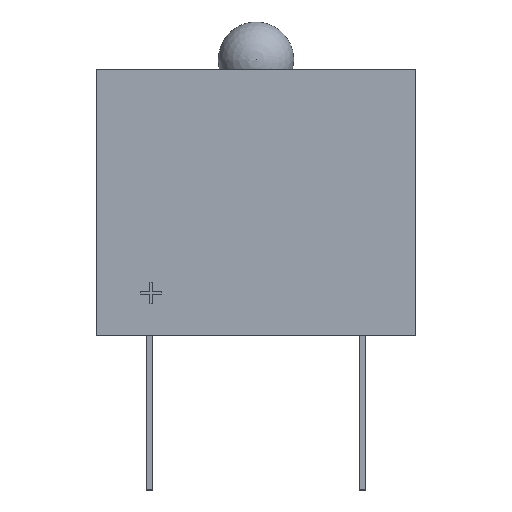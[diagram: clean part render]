
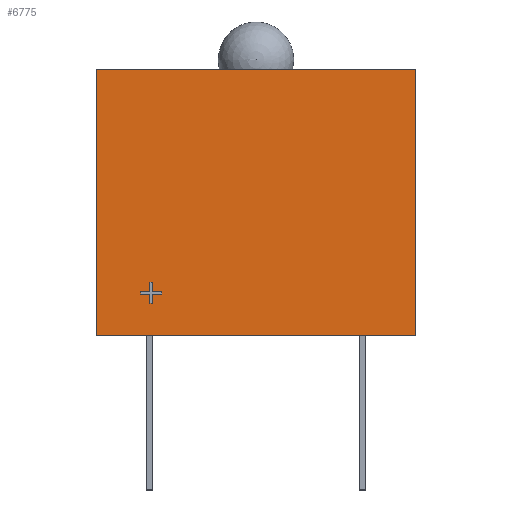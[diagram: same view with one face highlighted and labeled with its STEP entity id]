
A CAD part, top view. The second image highlights one B-rep face of the part: STEP entity #6775.
In plain terms, the highlighted planar face has unit normal (0, 0, 1).
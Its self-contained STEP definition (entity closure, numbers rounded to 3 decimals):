
#1343 = FACE_OUTER_BOUND ( 'NONE', #10521, .T. ) ;
#2809 = LINE ( 'NONE', #2810, #7456 ) ;
#2810 = CARTESIAN_POINT ( 'NONE',  ( -0.385, 3.175, 1.22 ) ) ;
#2811 = DIRECTION ( 'NONE',  ( 1., 0., 0. ) ) ;
#2821 = LINE ( 'NONE', #2822, #7459 ) ;
#2822 = CARTESIAN_POINT ( 'NONE',  ( 3.81, -11.715, 1.22 ) ) ;
#2823 = DIRECTION ( 'NONE',  ( 0., -1., 0. ) ) ;
#2827 = LINE ( 'NONE', #2828, #7461 ) ;
#2828 = CARTESIAN_POINT ( 'NONE',  ( -3.81, -11.715, 1.22 ) ) ;
#2829 = DIRECTION ( 'NONE',  ( 0., -1., 0. ) ) ;
#2830 = LINE ( 'NONE', #2831, #7462 ) ;
#2831 = CARTESIAN_POINT ( 'NONE',  ( -2.535, -2.117, 1.22 ) ) ;
#2832 = DIRECTION ( 'NONE',  ( 0., 1., 0. ) ) ;
#2985 = CARTESIAN_POINT ( 'NONE',  ( 3.81, -3.175, 1.22 ) ) ;
#2986 = CARTESIAN_POINT ( 'NONE',  ( -3.81, -3.175, 1.22 ) ) ;
#3069 = CARTESIAN_POINT ( 'NONE',  ( -3.81, 3.175, 1.22 ) ) ;
#3070 = CARTESIAN_POINT ( 'NONE',  ( 3.81, 3.175, 1.22 ) ) ;
#3071 = CARTESIAN_POINT ( 'NONE',  ( -2.756, -2.117, 1.22 ) ) ;
#3072 = CARTESIAN_POINT ( 'NONE',  ( -2.535, -2.117, 1.22 ) ) ;
#3073 = CARTESIAN_POINT ( 'NONE',  ( -2.535, -1.895, 1.22 ) ) ;
#3074 = CARTESIAN_POINT ( 'NONE',  ( -2.467, -1.895, 1.22 ) ) ;
#3075 = CARTESIAN_POINT ( 'NONE',  ( -2.467, -2.117, 1.22 ) ) ;
#3076 = CARTESIAN_POINT ( 'NONE',  ( -2.246, -2.117, 1.22 ) ) ;
#3077 = CARTESIAN_POINT ( 'NONE',  ( -2.246, -2.184, 1.22 ) ) ;
#3078 = CARTESIAN_POINT ( 'NONE',  ( -2.467, -2.184, 1.22 ) ) ;
#3079 = CARTESIAN_POINT ( 'NONE',  ( -2.467, -2.405, 1.22 ) ) ;
#3080 = CARTESIAN_POINT ( 'NONE',  ( -2.535, -2.405, 1.22 ) ) ;
#3081 = CARTESIAN_POINT ( 'NONE',  ( -2.535, -2.184, 1.22 ) ) ;
#3082 = CARTESIAN_POINT ( 'NONE',  ( -2.756, -2.184, 1.22 ) ) ;
#3106 = LINE ( 'NONE', #3107, #7463 ) ;
#3107 = CARTESIAN_POINT ( 'NONE',  ( -2.756, -2.117, 1.22 ) ) ;
#3108 = DIRECTION ( 'NONE',  ( 1., 0., 0. ) ) ;
#3110 = LINE ( 'NONE', #3111, #7464 ) ;
#3111 = CARTESIAN_POINT ( 'NONE',  ( -2.535, -1.895, 1.22 ) ) ;
#3112 = DIRECTION ( 'NONE',  ( 1., 0., 0. ) ) ;
#3113 = LINE ( 'NONE', #3114, #7465 ) ;
#3114 = CARTESIAN_POINT ( 'NONE',  ( -2.467, -1.895, 1.22 ) ) ;
#3115 = DIRECTION ( 'NONE',  ( 0., -1., 0. ) ) ;
#3116 = LINE ( 'NONE', #3117, #7466 ) ;
#3117 = CARTESIAN_POINT ( 'NONE',  ( -2.467, -2.117, 1.22 ) ) ;
#3118 = DIRECTION ( 'NONE',  ( 1., 0., 0. ) ) ;
#3119 = LINE ( 'NONE', #3120, #7467 ) ;
#3120 = CARTESIAN_POINT ( 'NONE',  ( -2.246, -2.117, 1.22 ) ) ;
#3121 = DIRECTION ( 'NONE',  ( 0., -1., 0. ) ) ;
#3122 = LINE ( 'NONE', #3123, #7468 ) ;
#3123 = CARTESIAN_POINT ( 'NONE',  ( -2.246, -2.184, 1.22 ) ) ;
#3124 = DIRECTION ( 'NONE',  ( -1., 0., 0. ) ) ;
#3125 = LINE ( 'NONE', #3126, #7469 ) ;
#3126 = CARTESIAN_POINT ( 'NONE',  ( -2.467, -2.184, 1.22 ) ) ;
#3127 = DIRECTION ( 'NONE',  ( 0., -1., 0. ) ) ;
#3128 = LINE ( 'NONE', #3129, #7470 ) ;
#3129 = CARTESIAN_POINT ( 'NONE',  ( -2.467, -2.405, 1.22 ) ) ;
#3130 = DIRECTION ( 'NONE',  ( -1., 0., 0. ) ) ;
#3131 = LINE ( 'NONE', #3132, #7471 ) ;
#3132 = CARTESIAN_POINT ( 'NONE',  ( -2.535, -2.405, 1.22 ) ) ;
#3133 = DIRECTION ( 'NONE',  ( 0., 1., 0. ) ) ;
#3134 = LINE ( 'NONE', #3135, #7472 ) ;
#3135 = CARTESIAN_POINT ( 'NONE',  ( -2.535, -2.184, 1.22 ) ) ;
#3136 = DIRECTION ( 'NONE',  ( -1., 0., 0. ) ) ;
#3137 = LINE ( 'NONE', #3138, #7473 ) ;
#3138 = CARTESIAN_POINT ( 'NONE',  ( -2.756, -2.184, 1.22 ) ) ;
#3139 = DIRECTION ( 'NONE',  ( 0., 1., 0. ) ) ;
#3423 = AXIS2_PLACEMENT_3D ( 'NONE', #11215, #11216, #11217 ) ;
#5490 = LINE ( 'NONE', #5491, #11513 ) ;
#5491 = CARTESIAN_POINT ( 'NONE',  ( -0.385, -3.175, 1.22 ) ) ;
#5492 = DIRECTION ( 'NONE',  ( 1., 0., 0. ) ) ;
#6775 = ADVANCED_FACE ( 'NONE', ( #8859, #1343 ), #11214, .T. ) ;
#7189 = EDGE_CURVE ( 'NONE', #8569, #8570, #2809, .T. ) ;
#7193 = EDGE_CURVE ( 'NONE', #8570, #8485, #2821, .T. ) ;
#7195 = EDGE_CURVE ( 'NONE', #8569, #8486, #2827, .T. ) ;
#7196 = EDGE_CURVE ( 'NONE', #8572, #8573, #2830, .T. ) ;
#7456 = VECTOR ( 'NONE', #2811, 1000. ) ;
#7459 = VECTOR ( 'NONE', #2823, 1000. ) ;
#7461 = VECTOR ( 'NONE', #2829, 1000. ) ;
#7462 = VECTOR ( 'NONE', #2832, 1000. ) ;
#7463 = VECTOR ( 'NONE', #3108, 1000. ) ;
#7464 = VECTOR ( 'NONE', #3112, 1000. ) ;
#7465 = VECTOR ( 'NONE', #3115, 1000. ) ;
#7466 = VECTOR ( 'NONE', #3118, 1000. ) ;
#7467 = VECTOR ( 'NONE', #3121, 1000. ) ;
#7468 = VECTOR ( 'NONE', #3124, 1000. ) ;
#7469 = VECTOR ( 'NONE', #3127, 1000. ) ;
#7470 = VECTOR ( 'NONE', #3130, 1000. ) ;
#7471 = VECTOR ( 'NONE', #3133, 1000. ) ;
#7472 = VECTOR ( 'NONE', #3136, 1000. ) ;
#7473 = VECTOR ( 'NONE', #3139, 1000. ) ;
#8129 = ORIENTED_EDGE ( 'NONE', *, *, #8606, .T. ) ;
#8130 = ORIENTED_EDGE ( 'NONE', *, *, #8607, .T. ) ;
#8131 = ORIENTED_EDGE ( 'NONE', *, *, #7196, .T. ) ;
#8132 = ORIENTED_EDGE ( 'NONE', *, *, #8608, .T. ) ;
#8133 = ORIENTED_EDGE ( 'NONE', *, *, #8609, .T. ) ;
#8134 = ORIENTED_EDGE ( 'NONE', *, *, #8610, .T. ) ;
#8135 = ORIENTED_EDGE ( 'NONE', *, *, #8611, .T. ) ;
#8136 = ORIENTED_EDGE ( 'NONE', *, *, #8612, .T. ) ;
#8137 = ORIENTED_EDGE ( 'NONE', *, *, #8613, .T. ) ;
#8138 = ORIENTED_EDGE ( 'NONE', *, *, #8614, .T. ) ;
#8139 = ORIENTED_EDGE ( 'NONE', *, *, #8615, .T. ) ;
#8140 = ORIENTED_EDGE ( 'NONE', *, *, #8616, .T. ) ;
#8141 = ORIENTED_EDGE ( 'NONE', *, *, #8829, .T. ) ;
#8142 = ORIENTED_EDGE ( 'NONE', *, *, #7189, .F. ) ;
#8143 = ORIENTED_EDGE ( 'NONE', *, *, #7193, .F. ) ;
#8144 = ORIENTED_EDGE ( 'NONE', *, *, #7195, .T. ) ;
#8485 = VERTEX_POINT ( 'NONE', #2985 ) ;
#8486 = VERTEX_POINT ( 'NONE', #2986 ) ;
#8569 = VERTEX_POINT ( 'NONE', #3069 ) ;
#8570 = VERTEX_POINT ( 'NONE', #3070 ) ;
#8571 = VERTEX_POINT ( 'NONE', #3071 ) ;
#8572 = VERTEX_POINT ( 'NONE', #3072 ) ;
#8573 = VERTEX_POINT ( 'NONE', #3073 ) ;
#8574 = VERTEX_POINT ( 'NONE', #3074 ) ;
#8575 = VERTEX_POINT ( 'NONE', #3075 ) ;
#8576 = VERTEX_POINT ( 'NONE', #3076 ) ;
#8577 = VERTEX_POINT ( 'NONE', #3077 ) ;
#8578 = VERTEX_POINT ( 'NONE', #3078 ) ;
#8579 = VERTEX_POINT ( 'NONE', #3079 ) ;
#8580 = VERTEX_POINT ( 'NONE', #3080 ) ;
#8581 = VERTEX_POINT ( 'NONE', #3081 ) ;
#8582 = VERTEX_POINT ( 'NONE', #3082 ) ;
#8606 = EDGE_CURVE ( 'NONE', #8571, #8572, #3106, .T. ) ;
#8607 = EDGE_CURVE ( 'NONE', #8573, #8574, #3110, .T. ) ;
#8608 = EDGE_CURVE ( 'NONE', #8574, #8575, #3113, .T. ) ;
#8609 = EDGE_CURVE ( 'NONE', #8575, #8576, #3116, .T. ) ;
#8610 = EDGE_CURVE ( 'NONE', #8576, #8577, #3119, .T. ) ;
#8611 = EDGE_CURVE ( 'NONE', #8577, #8578, #3122, .T. ) ;
#8612 = EDGE_CURVE ( 'NONE', #8578, #8579, #3125, .T. ) ;
#8613 = EDGE_CURVE ( 'NONE', #8579, #8580, #3128, .T. ) ;
#8614 = EDGE_CURVE ( 'NONE', #8580, #8581, #3131, .T. ) ;
#8615 = EDGE_CURVE ( 'NONE', #8581, #8582, #3134, .T. ) ;
#8616 = EDGE_CURVE ( 'NONE', #8582, #8571, #3137, .T. ) ;
#8829 = EDGE_CURVE ( 'NONE', #8486, #8485, #5490, .T. ) ;
#8859 = FACE_BOUND ( 'NONE', #10520, .T. ) ;
#10520 = EDGE_LOOP ( 'NONE', ( #8129, #8131, #8130, #8132, #8133, #8134, #8135, #8136, #8137, #8138, #8139, #8140 ) ) ;
#10521 = EDGE_LOOP ( 'NONE', ( #8143, #8142, #8144, #8141 ) ) ;
#11214 = PLANE ( 'NONE',  #3423 ) ;
#11215 = CARTESIAN_POINT ( 'NONE',  ( -0.385, -11.715, 1.22 ) ) ;
#11216 = DIRECTION ( 'NONE',  ( 0., 0., 1. ) ) ;
#11217 = DIRECTION ( 'NONE',  ( 1., 0., 0. ) ) ;
#11513 = VECTOR ( 'NONE', #5492, 1000. ) ;
